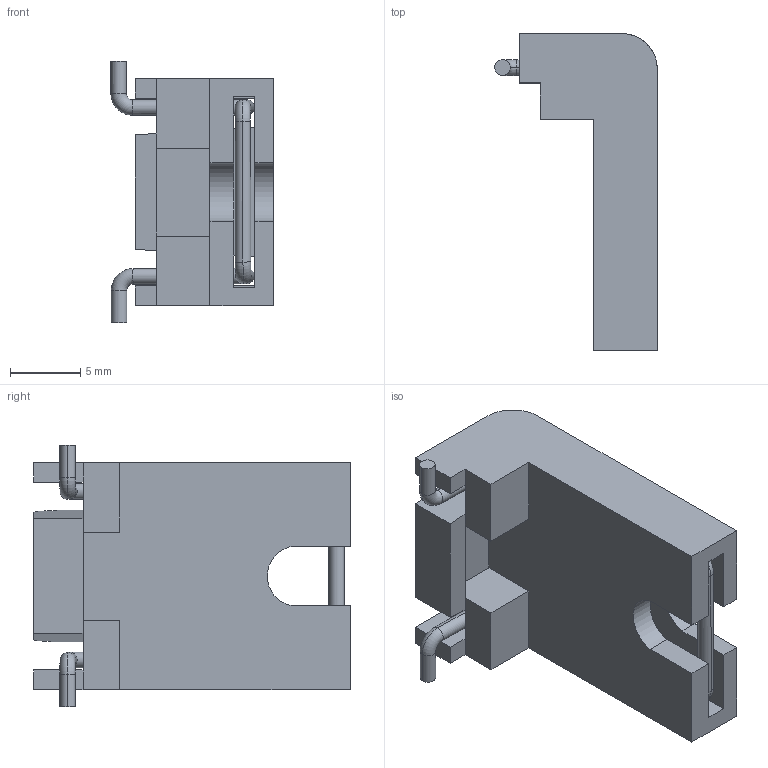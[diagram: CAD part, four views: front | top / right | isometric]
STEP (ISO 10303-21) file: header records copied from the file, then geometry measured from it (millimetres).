
FILE_DESCRIPTION((''),'2;1');
FILE_NAME('761900104_LOCKING_DEVICE_ASM','2021-08-24T',('marketing.praksa'),('Audax d.o.o.'),'CREO PARAMETRIC BY PTC INC, 2017480','CREO PARAMETRIC BY PTC INC, 2017480','');
FILE_SCHEMA(('AUTOMOTIVE_DESIGN { 1 0 10303 214 1 1 1 1 }'));
Length unit declared in the file: millimetre
Products named in the file (4): PRT0007_1_1; PRT0006_1_1_1_1; PRT9541; 761900104_LOCKING_DEVICE_ASM
Assembly tree (3 placements, depth 2):
  761900104_LOCKING_DEVICE_ASM
    PRT0007_1_1
    PRT0006_1_1_1_1
    PRT9541
Bounding box: 11.55 x 22.5 x 18.6 mm (x, y, z)
Volume: 1311.5 mm3; surface area: 2238.1 mm2
Topology: 5 solids, 5 shells, 187 faces, 512 edges, 330 vertices
Faces by surface type: plane 107, cylinder 68, torus 8, sphere 4
Entity records: 8650 total; most frequent: CARTESIAN_POINT 1125, DIRECTION 1036, ORIENTED_EDGE 1016, PRESENTATION_STYLE_ASSIGNMENT 618, STYLED_ITEM 567, CURVE_STYLE 508, EDGE_CURVE 508, VECTOR 356
